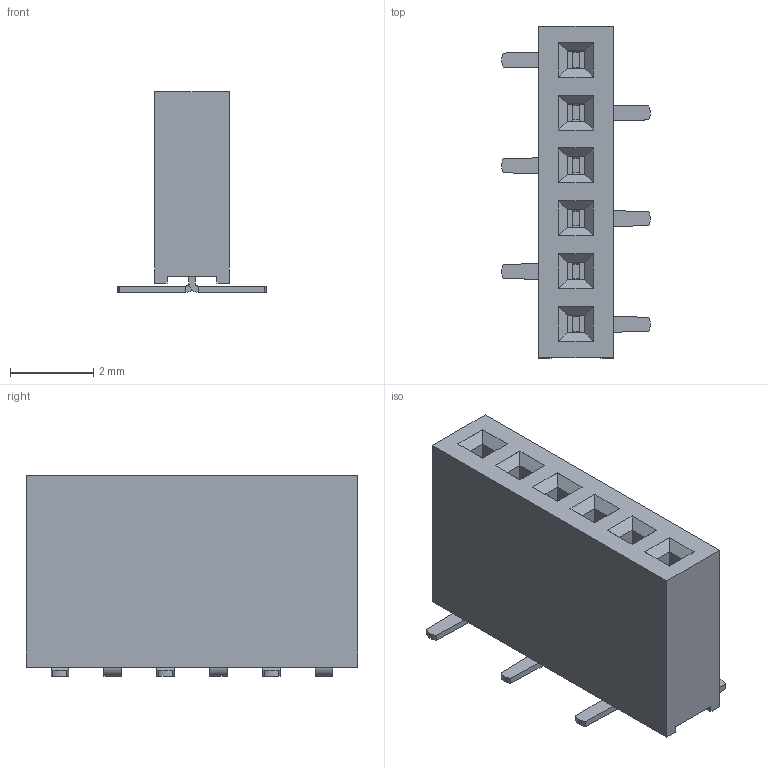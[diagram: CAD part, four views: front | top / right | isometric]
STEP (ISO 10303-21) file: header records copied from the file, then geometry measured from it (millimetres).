
FILE_DESCRIPTION(/* description */ ('model of PinSocket_1x06_P1.27mm_Vertical_SMD_Pin1Left'),/* implementation_level */ '2;1');
FILE_NAME(/* name */ 'PinSocket_1x06_P1.27mm_Vertical_SMD_Pin1Left.step',/* time_stamp */ '2017-11-27T07:36:25',/* author */ ('Terje Io','https://github.com/terjeio'),/* organization */ ('FreeCAD'),/* preprocessor_version */ 'OCC',/* originating_system */ 'kicad StepUp',/* authorisation */ '');
FILE_SCHEMA(('AUTOMOTIVE_DESIGN_CC2 { 1 2 10303 214 -1 1 5 4 }'));
Length unit declared in the file: millimetre
Products named in the file (1): PinSocket_1x06_P127mm_Vertical_SMD_Pin1Left
Bounding box: 3.58 x 7.97 x 4.83 mm (x, y, z)
Volume: 61 mm3; surface area: 175.8 mm2
Topology: 1 solids, 1 shells, 220 faces, 552 edges, 352 vertices
Faces by surface type: plane 202, cylinder 18
Entity records: 4278 total; most frequent: ORIENTED_EDGE 900, EDGE_CURVE 552, CARTESIAN_POINT 515, LINE 490, VERTEX_POINT 352, FACE_BOUND 238, EDGE_LOOP 238, AXIS2_PLACEMENT_3D 223
